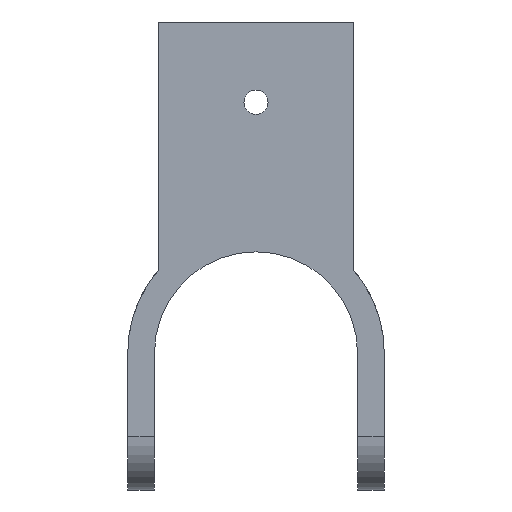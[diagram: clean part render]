
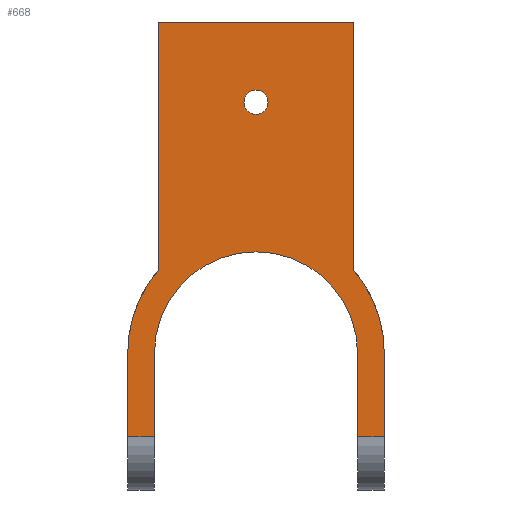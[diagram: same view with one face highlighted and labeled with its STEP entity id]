
A CAD part, front view. The second image highlights one B-rep face of the part: STEP entity #668.
In plain terms, the highlighted planar face has unit normal (0, -1, 0).
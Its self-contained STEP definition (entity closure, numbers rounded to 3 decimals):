
#1=DIRECTION('',(1.,0.,0.));
#2=VECTOR('',#1,5.);
#3=CARTESIAN_POINT('',(-24.,0.,-77.536));
#4=LINE('',#3,#2);
#5=DIRECTION('',(0.,0.,1.));
#6=VECTOR('',#5,15.55);
#7=CARTESIAN_POINT('',(-24.,0.,-77.536));
#8=LINE('',#7,#6);
#9=CARTESIAN_POINT('',(0.,0.,-61.986));
#10=DIRECTION('',(0.,1.,0.));
#11=DIRECTION('',(-1.,0.,0.));
#12=AXIS2_PLACEMENT_3D('',#9,#10,#11);
#14=DIRECTION('',(0.,0.,1.));
#15=VECTOR('',#14,46.422);
#16=CARTESIAN_POINT('',(-18.269,0.,-46.422));
#17=LINE('',#16,#15);
#18=DIRECTION('',(1.,0.,0.));
#19=VECTOR('',#18,36.538);
#20=CARTESIAN_POINT('',(-18.269,0.,0.));
#21=LINE('',#20,#19);
#22=DIRECTION('',(0.,0.,-1.));
#23=VECTOR('',#22,46.422);
#24=CARTESIAN_POINT('',(18.269,0.,0.));
#25=LINE('',#24,#23);
#26=CARTESIAN_POINT('',(0.,0.,-61.986));
#27=DIRECTION('',(0.,1.,0.));
#28=DIRECTION('',(0.761,0.,0.649));
#29=AXIS2_PLACEMENT_3D('',#26,#27,#28);
#31=DIRECTION('',(0.,0.,-1.));
#32=VECTOR('',#31,15.55);
#33=CARTESIAN_POINT('',(24.,0.,-61.986));
#34=LINE('',#33,#32);
#35=DIRECTION('',(1.,0.,0.));
#36=VECTOR('',#35,5.);
#37=CARTESIAN_POINT('',(19.,0.,-77.536));
#38=LINE('',#37,#36);
#39=DIRECTION('',(0.,0.,1.));
#40=VECTOR('',#39,15.55);
#41=CARTESIAN_POINT('',(19.,0.,-77.536));
#42=LINE('',#41,#40);
#43=CARTESIAN_POINT('',(0.,0.,-61.986));
#44=DIRECTION('',(0.,-1.,0.));
#45=DIRECTION('',(1.,0.,0.));
#46=AXIS2_PLACEMENT_3D('',#43,#44,#45);
#48=DIRECTION('',(0.,0.,-1.));
#49=VECTOR('',#48,15.55);
#50=CARTESIAN_POINT('',(-19.,0.,-61.986));
#51=LINE('',#50,#49);
#52=CARTESIAN_POINT('',(0.,0.,-15.));
#53=DIRECTION('',(0.,1.,0.));
#54=DIRECTION('',(-1.,0.,0.));
#55=AXIS2_PLACEMENT_3D('',#52,#53,#54);
#57=CARTESIAN_POINT('',(0.,0.,-15.));
#58=DIRECTION('',(0.,1.,0.));
#59=DIRECTION('',(1.,0.,0.));
#60=AXIS2_PLACEMENT_3D('',#57,#58,#59);
#495=CARTESIAN_POINT('',(-24.,0.,-61.986));
#496=CARTESIAN_POINT('',(-18.269,0.,-46.422));
#497=VERTEX_POINT('',#495);
#498=VERTEX_POINT('',#496);
#499=CARTESIAN_POINT('',(-18.269,0.,0.));
#500=VERTEX_POINT('',#499);
#501=CARTESIAN_POINT('',(18.269,0.,0.));
#502=VERTEX_POINT('',#501);
#503=CARTESIAN_POINT('',(18.269,0.,-46.422));
#504=VERTEX_POINT('',#503);
#505=CARTESIAN_POINT('',(24.,0.,-61.986));
#506=VERTEX_POINT('',#505);
#507=CARTESIAN_POINT('',(19.,0.,-61.986));
#508=CARTESIAN_POINT('',(-19.,0.,-61.986));
#509=VERTEX_POINT('',#507);
#510=VERTEX_POINT('',#508);
#551=CARTESIAN_POINT('',(-24.,0.,-77.536));
#552=CARTESIAN_POINT('',(-19.,0.,-77.536));
#553=VERTEX_POINT('',#551);
#554=VERTEX_POINT('',#552);
#555=CARTESIAN_POINT('',(19.,0.,-77.536));
#556=CARTESIAN_POINT('',(24.,0.,-77.536));
#557=VERTEX_POINT('',#555);
#558=VERTEX_POINT('',#556);
#607=CARTESIAN_POINT('',(-2.25,0.,-15.));
#608=CARTESIAN_POINT('',(2.25,0.,-15.));
#609=VERTEX_POINT('',#607);
#610=VERTEX_POINT('',#608);
#631=CARTESIAN_POINT('',(0.,0.,0.));
#632=DIRECTION('',(0.,1.,0.));
#633=DIRECTION('',(1.,0.,0.));
#634=AXIS2_PLACEMENT_3D('',#631,#632,#633);
#635=PLANE('',#634);
#637=ORIENTED_EDGE('',*,*,#636,.F.);
#639=ORIENTED_EDGE('',*,*,#638,.T.);
#641=ORIENTED_EDGE('',*,*,#640,.T.);
#643=ORIENTED_EDGE('',*,*,#642,.T.);
#645=ORIENTED_EDGE('',*,*,#644,.T.);
#647=ORIENTED_EDGE('',*,*,#646,.T.);
#649=ORIENTED_EDGE('',*,*,#648,.T.);
#651=ORIENTED_EDGE('',*,*,#650,.T.);
#653=ORIENTED_EDGE('',*,*,#652,.F.);
#655=ORIENTED_EDGE('',*,*,#654,.T.);
#657=ORIENTED_EDGE('',*,*,#656,.T.);
#659=ORIENTED_EDGE('',*,*,#658,.T.);
#660=EDGE_LOOP('',(#637,#639,#641,#643,#645,#647,#649,#651,#653,#655,#657,
#659));
#661=FACE_OUTER_BOUND('',#660,.F.);
#663=ORIENTED_EDGE('',*,*,#662,.F.);
#665=ORIENTED_EDGE('',*,*,#664,.F.);
#666=EDGE_LOOP('',(#663,#665));
#667=FACE_BOUND('',#666,.F.);
#668=ADVANCED_FACE('',(#661,#667),#635,.F.);
#13=CIRCLE('',#12,24.);
#30=CIRCLE('',#29,24.);
#47=CIRCLE('',#46,19.);
#56=CIRCLE('',#55,2.25);
#61=CIRCLE('',#60,2.25);
#636=EDGE_CURVE('',#553,#554,#4,.T.);
#638=EDGE_CURVE('',#553,#497,#8,.T.);
#640=EDGE_CURVE('',#497,#498,#13,.T.);
#642=EDGE_CURVE('',#498,#500,#17,.T.);
#644=EDGE_CURVE('',#500,#502,#21,.T.);
#646=EDGE_CURVE('',#502,#504,#25,.T.);
#648=EDGE_CURVE('',#504,#506,#30,.T.);
#650=EDGE_CURVE('',#506,#558,#34,.T.);
#652=EDGE_CURVE('',#557,#558,#38,.T.);
#654=EDGE_CURVE('',#557,#509,#42,.T.);
#656=EDGE_CURVE('',#509,#510,#47,.T.);
#658=EDGE_CURVE('',#510,#554,#51,.T.);
#662=EDGE_CURVE('',#609,#610,#56,.T.);
#664=EDGE_CURVE('',#610,#609,#61,.T.);
